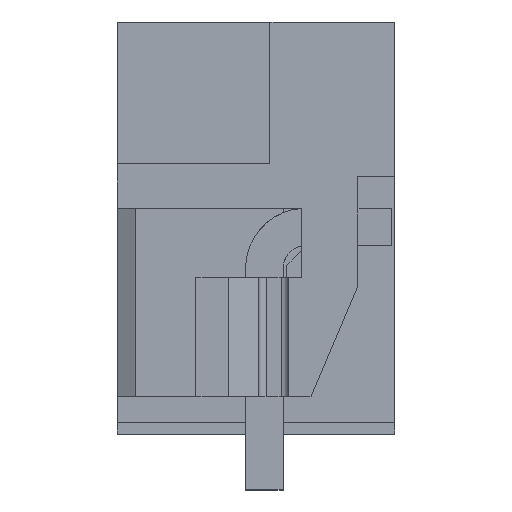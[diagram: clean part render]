
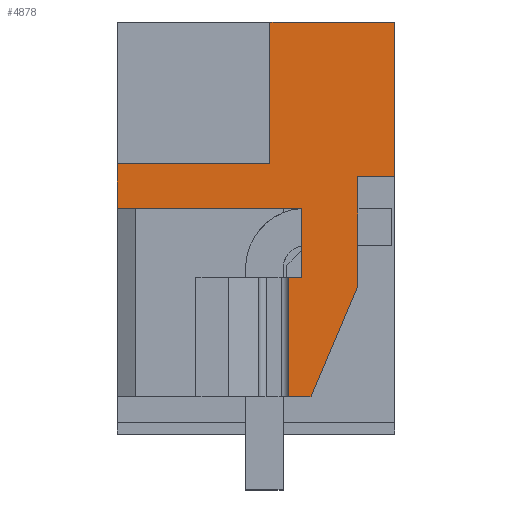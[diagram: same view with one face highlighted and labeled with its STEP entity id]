
A CAD part, left-side view. The second image highlights one B-rep face of the part: STEP entity #4878.
In plain terms, the highlighted planar face has unit normal (-1, 0, 0).
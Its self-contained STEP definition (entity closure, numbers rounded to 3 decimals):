
#4795=AXIS2_PLACEMENT_3D('Plane Axis2P3D',#4792,#4793,#4794) ;
#296=CARTESIAN_POINT('Vertex',(0.,7.45,7.55)) ;
#299=CARTESIAN_POINT('Line Origine',(0.,7.45,8.15)) ;
#303=CARTESIAN_POINT('Vertex',(0.,7.45,8.75)) ;
#4628=CARTESIAN_POINT('Vertex',(0.,2.25,2.5)) ;
#4631=CARTESIAN_POINT('Line Origine',(0.,2.55,2.5)) ;
#4635=CARTESIAN_POINT('Vertex',(0.,2.85,2.5)) ;
#4770=CARTESIAN_POINT('Vertex',(0.,2.5,7.55)) ;
#4773=CARTESIAN_POINT('Line Origine',(0.,4.975,7.55)) ;
#4792=CARTESIAN_POINT('Axis2P3D Location',(0.,1.575,12.55)) ;
#4797=CARTESIAN_POINT('Line Origine',(0.,2.5,6.625)) ;
#4801=CARTESIAN_POINT('Vertex',(0.,2.5,5.7)) ;
#4804=CARTESIAN_POINT('Line Origine',(0.,2.675,5.7)) ;
#4808=CARTESIAN_POINT('Vertex',(0.,2.85,5.7)) ;
#4811=CARTESIAN_POINT('Line Origine',(0.,2.85,4.1)) ;
#4816=CARTESIAN_POINT('Line Origine',(0.,1.623,3.979)) ;
#4820=CARTESIAN_POINT('Vertex',(0.,0.997,5.458)) ;
#4823=CARTESIAN_POINT('Line Origine',(0.,0.997,6.929)) ;
#4827=CARTESIAN_POINT('Vertex',(0.,0.997,8.4)) ;
#4830=CARTESIAN_POINT('Line Origine',(0.,0.498,8.4)) ;
#4834=CARTESIAN_POINT('Vertex',(0.,0.,8.4)) ;
#4837=CARTESIAN_POINT('Line Origine',(0.,0.,10.475)) ;
#4841=CARTESIAN_POINT('Vertex',(0.,0.,12.55)) ;
#4844=CARTESIAN_POINT('Line Origine',(0.,1.675,12.55)) ;
#4848=CARTESIAN_POINT('Vertex',(0.,3.35,12.55)) ;
#4851=CARTESIAN_POINT('Line Origine',(0.,3.35,10.65)) ;
#4855=CARTESIAN_POINT('Vertex',(0.,3.35,8.75)) ;
#4858=CARTESIAN_POINT('Line Origine',(0.,5.4,8.75)) ;
#300=DIRECTION('Vector Direction',(0.,0.,-1.)) ;
#4632=DIRECTION('Vector Direction',(0.,-1.,0.)) ;
#4774=DIRECTION('Vector Direction',(0.,1.,0.)) ;
#4793=DIRECTION('Axis2P3D Direction',(-1.,0.,-0.)) ;
#4794=DIRECTION('Axis2P3D XDirection',(0.,1.,0.)) ;
#4798=DIRECTION('Vector Direction',(0.,0.,-1.)) ;
#4805=DIRECTION('Vector Direction',(0.,1.,0.)) ;
#4812=DIRECTION('Vector Direction',(0.,0.,-1.)) ;
#4817=DIRECTION('Vector Direction',(0.,0.39,-0.921)) ;
#4824=DIRECTION('Vector Direction',(0.,0.,1.)) ;
#4831=DIRECTION('Vector Direction',(0.,-1.,0.)) ;
#4838=DIRECTION('Vector Direction',(0.,0.,1.)) ;
#4845=DIRECTION('Vector Direction',(0.,1.,0.)) ;
#4852=DIRECTION('Vector Direction',(0.,0.,-1.)) ;
#4859=DIRECTION('Vector Direction',(0.,-1.,0.)) ;
#301=VECTOR('Line Direction',#300,1.) ;
#4633=VECTOR('Line Direction',#4632,1.) ;
#4775=VECTOR('Line Direction',#4774,1.) ;
#4799=VECTOR('Line Direction',#4798,1.) ;
#4806=VECTOR('Line Direction',#4805,1.) ;
#4813=VECTOR('Line Direction',#4812,1.) ;
#4818=VECTOR('Line Direction',#4817,1.) ;
#4825=VECTOR('Line Direction',#4824,1.) ;
#4832=VECTOR('Line Direction',#4831,1.) ;
#4839=VECTOR('Line Direction',#4838,1.) ;
#4846=VECTOR('Line Direction',#4845,1.) ;
#4853=VECTOR('Line Direction',#4852,1.) ;
#4860=VECTOR('Line Direction',#4859,1.) ;
#4864=ORIENTED_EDGE('',*,*,#305,.T.) ;
#4865=ORIENTED_EDGE('',*,*,#4777,.F.) ;
#4866=ORIENTED_EDGE('',*,*,#4803,.T.) ;
#4867=ORIENTED_EDGE('',*,*,#4810,.T.) ;
#4868=ORIENTED_EDGE('',*,*,#4815,.T.) ;
#4869=ORIENTED_EDGE('',*,*,#4637,.T.) ;
#4870=ORIENTED_EDGE('',*,*,#4822,.F.) ;
#4871=ORIENTED_EDGE('',*,*,#4829,.T.) ;
#4872=ORIENTED_EDGE('',*,*,#4836,.T.) ;
#4873=ORIENTED_EDGE('',*,*,#4843,.T.) ;
#4874=ORIENTED_EDGE('',*,*,#4850,.T.) ;
#4875=ORIENTED_EDGE('',*,*,#4857,.T.) ;
#4876=ORIENTED_EDGE('',*,*,#4862,.F.) ;
#4878=ADVANCED_FACE('HOUSING',(#4877),#4796,.T.) ;
#305=EDGE_CURVE('',#304,#297,#302,.T.) ;
#4637=EDGE_CURVE('',#4636,#4629,#4634,.T.) ;
#4777=EDGE_CURVE('',#4771,#297,#4776,.T.) ;
#4803=EDGE_CURVE('',#4771,#4802,#4800,.T.) ;
#4810=EDGE_CURVE('',#4802,#4809,#4807,.T.) ;
#4815=EDGE_CURVE('',#4809,#4636,#4814,.T.) ;
#4822=EDGE_CURVE('',#4821,#4629,#4819,.T.) ;
#4829=EDGE_CURVE('',#4821,#4828,#4826,.T.) ;
#4836=EDGE_CURVE('',#4828,#4835,#4833,.T.) ;
#4843=EDGE_CURVE('',#4835,#4842,#4840,.T.) ;
#4850=EDGE_CURVE('',#4842,#4849,#4847,.T.) ;
#4857=EDGE_CURVE('',#4849,#4856,#4854,.T.) ;
#4862=EDGE_CURVE('',#304,#4856,#4861,.T.) ;
#4863=EDGE_LOOP('',(#4864,#4865,#4866,#4867,#4868,#4869,#4870,#4871,#4872,#4873,#4874,#4875,#4876)) ;
#4877=FACE_OUTER_BOUND('',#4863,.T.) ;
#302=LINE('Line',#299,#301) ;
#4634=LINE('Line',#4631,#4633) ;
#4776=LINE('Line',#4773,#4775) ;
#4800=LINE('Line',#4797,#4799) ;
#4807=LINE('Line',#4804,#4806) ;
#4814=LINE('Line',#4811,#4813) ;
#4819=LINE('Line',#4816,#4818) ;
#4826=LINE('Line',#4823,#4825) ;
#4833=LINE('Line',#4830,#4832) ;
#4840=LINE('Line',#4837,#4839) ;
#4847=LINE('Line',#4844,#4846) ;
#4854=LINE('Line',#4851,#4853) ;
#4861=LINE('Line',#4858,#4860) ;
#4796=PLANE('',#4795) ;
#297=VERTEX_POINT('',#296) ;
#304=VERTEX_POINT('',#303) ;
#4629=VERTEX_POINT('',#4628) ;
#4636=VERTEX_POINT('',#4635) ;
#4771=VERTEX_POINT('',#4770) ;
#4802=VERTEX_POINT('',#4801) ;
#4809=VERTEX_POINT('',#4808) ;
#4821=VERTEX_POINT('',#4820) ;
#4828=VERTEX_POINT('',#4827) ;
#4835=VERTEX_POINT('',#4834) ;
#4842=VERTEX_POINT('',#4841) ;
#4849=VERTEX_POINT('',#4848) ;
#4856=VERTEX_POINT('',#4855) ;
